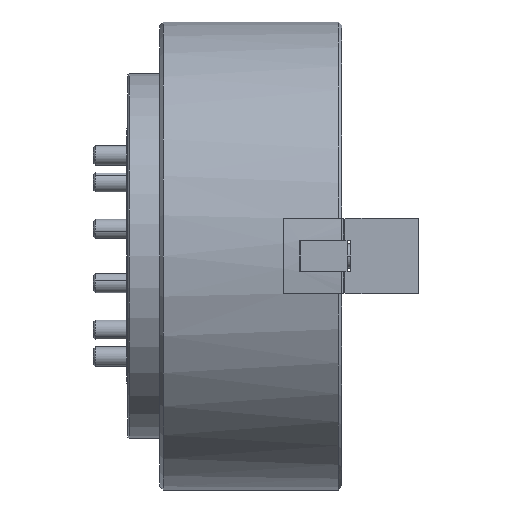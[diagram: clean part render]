
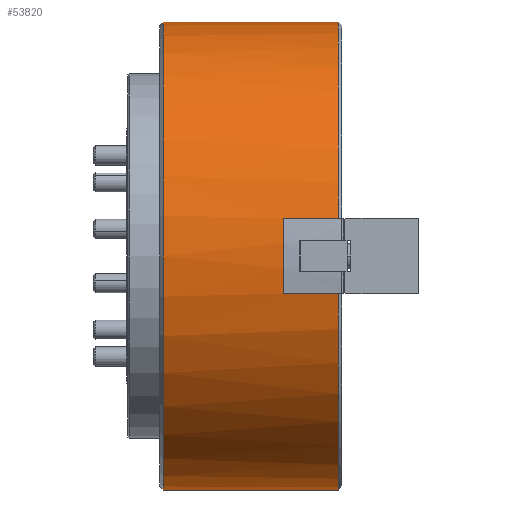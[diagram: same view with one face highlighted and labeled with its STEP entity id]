
A CAD part, front view. The second image highlights one B-rep face of the part: STEP entity #53820.
In plain terms, the highlighted cylindrical face has radius 192.5 mm (diameter 385 mm), a partial arc.
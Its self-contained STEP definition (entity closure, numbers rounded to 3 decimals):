
#467 = CARTESIAN_POINT ( 'NONE',  ( -48., -189.987, -31. ) ) ;
#1349 = AXIS2_PLACEMENT_3D ( 'NONE', #15944, #51409, #21023 ) ;
#4185 = DIRECTION ( 'NONE',  ( 0., 0., 1. ) ) ;
#4538 = EDGE_CURVE ( 'NONE', #6540, #32873, #16215, .T. ) ;
#6439 = AXIS2_PLACEMENT_3D ( 'NONE', #12411, #17504, #42663 ) ;
#6540 = VERTEX_POINT ( 'NONE', #21660 ) ;
#9681 = CYLINDRICAL_SURFACE ( 'NONE', #6439, 192.5 ) ;
#10158 = CARTESIAN_POINT ( 'NONE',  ( -3., -189.987, -31. ) ) ;
#10900 = EDGE_LOOP ( 'NONE', ( #52245, #33304, #22093, #21266, #53849, #28947, #42516, #17398 ) ) ;
#11820 = DIRECTION ( 'NONE',  ( 1., 0., 0. ) ) ;
#12411 = CARTESIAN_POINT ( 'NONE',  ( 0., 0., 0. ) ) ;
#12878 = FACE_OUTER_BOUND ( 'NONE', #10900, .T. ) ;
#13558 = VECTOR ( 'NONE', #11820, 1000. ) ;
#15161 = LINE ( 'NONE', #57253, #13558 ) ;
#15826 = CARTESIAN_POINT ( 'NONE',  ( 0., 0., 192.5 ) ) ;
#15944 = CARTESIAN_POINT ( 'NONE',  ( -3., 0., 0. ) ) ;
#16215 = CIRCLE ( 'NONE', #33150, 192.5 ) ;
#16489 = CARTESIAN_POINT ( 'NONE',  ( -3., 0., 0. ) ) ;
#16531 = CIRCLE ( 'NONE', #53881, 192.5 ) ;
#17360 = CARTESIAN_POINT ( 'NONE',  ( -48., 0., 0. ) ) ;
#17398 = ORIENTED_EDGE ( 'NONE', *, *, #20513, .T. ) ;
#17504 = DIRECTION ( 'NONE',  ( 1., 0., 0. ) ) ;
#20513 = EDGE_CURVE ( 'NONE', #34820, #22548, #32740, .T. ) ;
#21023 = DIRECTION ( 'NONE',  ( 0., 0., -1. ) ) ;
#21266 = ORIENTED_EDGE ( 'NONE', *, *, #54864, .T. ) ;
#21532 = DIRECTION ( 'NONE',  ( 0., 0., -1. ) ) ;
#21660 = CARTESIAN_POINT ( 'NONE',  ( -147., 0., 192.5 ) ) ;
#22093 = ORIENTED_EDGE ( 'NONE', *, *, #41156, .T. ) ;
#22389 = DIRECTION ( 'NONE',  ( 0., 0., -1. ) ) ;
#22548 = VERTEX_POINT ( 'NONE', #42252 ) ;
#25189 = EDGE_CURVE ( 'NONE', #58890, #34820, #15161, .T. ) ;
#26175 = CARTESIAN_POINT ( 'NONE',  ( 0., -189.987, -31. ) ) ;
#26463 = CARTESIAN_POINT ( 'NONE',  ( -147., 0., -192.5 ) ) ;
#27388 = EDGE_CURVE ( 'NONE', #6540, #22548, #45804, .T. ) ;
#27808 = VECTOR ( 'NONE', #61591, 1000. ) ;
#28639 = CARTESIAN_POINT ( 'NONE',  ( -3., -189.987, 31. ) ) ;
#28947 = ORIENTED_EDGE ( 'NONE', *, *, #46624, .T. ) ;
#32740 = CIRCLE ( 'NONE', #1349, 192.5 ) ;
#32873 = VERTEX_POINT ( 'NONE', #26463 ) ;
#32988 = DIRECTION ( 'NONE',  ( 1., 0., 0. ) ) ;
#33150 = AXIS2_PLACEMENT_3D ( 'NONE', #64945, #34572, #4185 ) ;
#33304 = ORIENTED_EDGE ( 'NONE', *, *, #4538, .T. ) ;
#34572 = DIRECTION ( 'NONE',  ( 1., 0., 0. ) ) ;
#34820 = VERTEX_POINT ( 'NONE', #28639 ) ;
#35488 = VECTOR ( 'NONE', #51285, 1000. ) ;
#38809 = CARTESIAN_POINT ( 'NONE',  ( -3., 0., -192.5 ) ) ;
#39129 = VECTOR ( 'NONE', #32988, 1000. ) ;
#41156 = EDGE_CURVE ( 'NONE', #32873, #41750, #54261, .T. ) ;
#41249 = LINE ( 'NONE', #26175, #27808 ) ;
#41750 = VERTEX_POINT ( 'NONE', #38809 ) ;
#42252 = CARTESIAN_POINT ( 'NONE',  ( -3., 0., 192.5 ) ) ;
#42516 = ORIENTED_EDGE ( 'NONE', *, *, #25189, .T. ) ;
#42663 = DIRECTION ( 'NONE',  ( 0., 0., -1. ) ) ;
#45804 = LINE ( 'NONE', #15826, #35488 ) ;
#46472 = CARTESIAN_POINT ( 'NONE',  ( -48., -189.987, 31. ) ) ;
#46624 = EDGE_CURVE ( 'NONE', #62740, #58890, #16531, .T. ) ;
#51285 = DIRECTION ( 'NONE',  ( 1., 0., 0. ) ) ;
#51409 = DIRECTION ( 'NONE',  ( -1., 0., 0. ) ) ;
#51919 = DIRECTION ( 'NONE',  ( -1., 0., 0. ) ) ;
#52245 = ORIENTED_EDGE ( 'NONE', *, *, #27388, .F. ) ;
#52808 = DIRECTION ( 'NONE',  ( -1., 0., 0. ) ) ;
#53820 = ADVANCED_FACE ( 'NONE', ( #12878 ), #9681, .T. ) ;
#53849 = ORIENTED_EDGE ( 'NONE', *, *, #55359, .T. ) ;
#53881 = AXIS2_PLACEMENT_3D ( 'NONE', #17360, #52808, #22389 ) ;
#54261 = LINE ( 'NONE', #63321, #39129 ) ;
#54864 = EDGE_CURVE ( 'NONE', #41750, #58803, #55525, .T. ) ;
#55359 = EDGE_CURVE ( 'NONE', #58803, #62740, #41249, .T. ) ;
#55525 = CIRCLE ( 'NONE', #60459, 192.5 ) ;
#57253 = CARTESIAN_POINT ( 'NONE',  ( 0., -189.987, 31. ) ) ;
#58803 = VERTEX_POINT ( 'NONE', #10158 ) ;
#58890 = VERTEX_POINT ( 'NONE', #46472 ) ;
#60459 = AXIS2_PLACEMENT_3D ( 'NONE', #16489, #51919, #21532 ) ;
#61591 = DIRECTION ( 'NONE',  ( -1., 0., 0. ) ) ;
#62740 = VERTEX_POINT ( 'NONE', #467 ) ;
#63321 = CARTESIAN_POINT ( 'NONE',  ( 0., 0., -192.5 ) ) ;
#64945 = CARTESIAN_POINT ( 'NONE',  ( -147., 0., 0. ) ) ;
